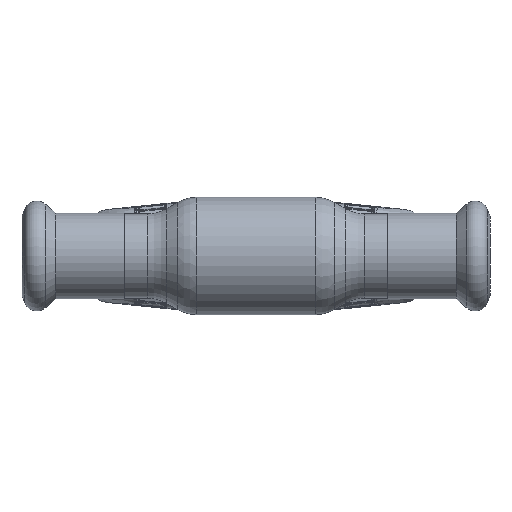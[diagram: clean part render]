
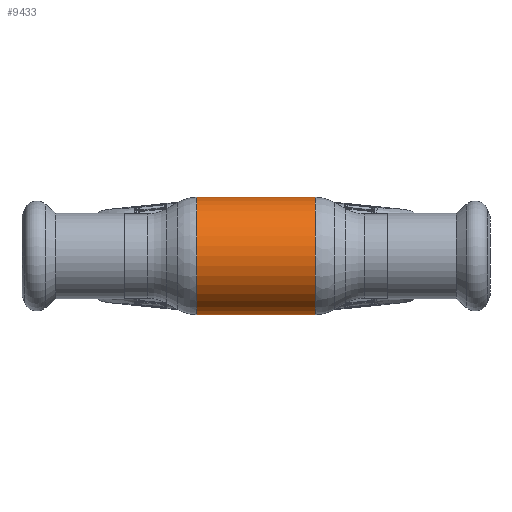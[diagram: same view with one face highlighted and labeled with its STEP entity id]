
A CAD part, front view. The second image highlights one B-rep face of the part: STEP entity #9433.
In plain terms, the highlighted cylindrical face has radius 12.5 mm (diameter 25 mm), a partial arc.
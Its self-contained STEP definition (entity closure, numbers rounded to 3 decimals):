
#964 = VERTEX_POINT ( 'NONE', #44663 ) ;
#1086 = CYLINDRICAL_SURFACE ( 'NONE', #19113, 12.5 ) ;
#1260 = EDGE_CURVE ( 'NONE', #27529, #27162, #37737, .T. ) ;
#3650 = DIRECTION ( 'NONE',  ( -1., 0., 0. ) ) ;
#4978 = DIRECTION ( 'NONE',  ( -1., 0., 0. ) ) ;
#6268 = DIRECTION ( 'NONE',  ( 0., 0., 1. ) ) ;
#9433 = ADVANCED_FACE ( 'NONE', ( #22173 ), #1086, .T. ) ;
#10606 = ORIENTED_EDGE ( 'NONE', *, *, #21998, .F. ) ;
#14127 = CARTESIAN_POINT ( 'NONE',  ( -62.69, 0., 0. ) ) ;
#14406 = CARTESIAN_POINT ( 'NONE',  ( -12.606, 0., 0. ) ) ;
#14519 = DIRECTION ( 'NONE',  ( -1., 0., 0. ) ) ;
#19059 = LINE ( 'NONE', #59355, #43276 ) ;
#19113 = AXIS2_PLACEMENT_3D ( 'NONE', #14127, #49689, #39293 ) ;
#21015 = CARTESIAN_POINT ( 'NONE',  ( -62.69, 0., -12.5 ) ) ;
#21998 = EDGE_CURVE ( 'NONE', #63854, #27529, #29815, .T. ) ;
#22173 = FACE_OUTER_BOUND ( 'NONE', #32619, .T. ) ;
#25496 = ORIENTED_EDGE ( 'NONE', *, *, #63979, .T. ) ;
#26036 = ORIENTED_EDGE ( 'NONE', *, *, #41844, .T. ) ;
#26299 = VECTOR ( 'NONE', #41486, 1000. ) ;
#27162 = VERTEX_POINT ( 'NONE', #55212 ) ;
#27529 = VERTEX_POINT ( 'NONE', #55825 ) ;
#29815 = LINE ( 'NONE', #21015, #26299 ) ;
#32080 = ORIENTED_EDGE ( 'NONE', *, *, #1260, .F. ) ;
#32619 = EDGE_LOOP ( 'NONE', ( #10606, #26036, #25496, #32080 ) ) ;
#34792 = CARTESIAN_POINT ( 'NONE',  ( 12.606, 0., -12.5 ) ) ;
#37737 = CIRCLE ( 'NONE', #44109, 12.5 ) ;
#39293 = DIRECTION ( 'NONE',  ( 0., 0., 1. ) ) ;
#41486 = DIRECTION ( 'NONE',  ( -1., 0., 0. ) ) ;
#41844 = EDGE_CURVE ( 'NONE', #63854, #964, #58823, .T. ) ;
#43276 = VECTOR ( 'NONE', #3650, 1000. ) ;
#44109 = AXIS2_PLACEMENT_3D ( 'NONE', #14406, #4978, #6268 ) ;
#44663 = CARTESIAN_POINT ( 'NONE',  ( 12.606, 0., 12.5 ) ) ;
#44861 = AXIS2_PLACEMENT_3D ( 'NONE', #50085, #14519, #59812 ) ;
#49689 = DIRECTION ( 'NONE',  ( -1., 0., 0. ) ) ;
#50085 = CARTESIAN_POINT ( 'NONE',  ( 12.606, 0., 0. ) ) ;
#55212 = CARTESIAN_POINT ( 'NONE',  ( -12.606, 0., 12.5 ) ) ;
#55825 = CARTESIAN_POINT ( 'NONE',  ( -12.606, 0., -12.5 ) ) ;
#58823 = CIRCLE ( 'NONE', #44861, 12.5 ) ;
#59355 = CARTESIAN_POINT ( 'NONE',  ( -62.69, 0., 12.5 ) ) ;
#59812 = DIRECTION ( 'NONE',  ( 0., 0., 1. ) ) ;
#63854 = VERTEX_POINT ( 'NONE', #34792 ) ;
#63979 = EDGE_CURVE ( 'NONE', #964, #27162, #19059, .T. ) ;
